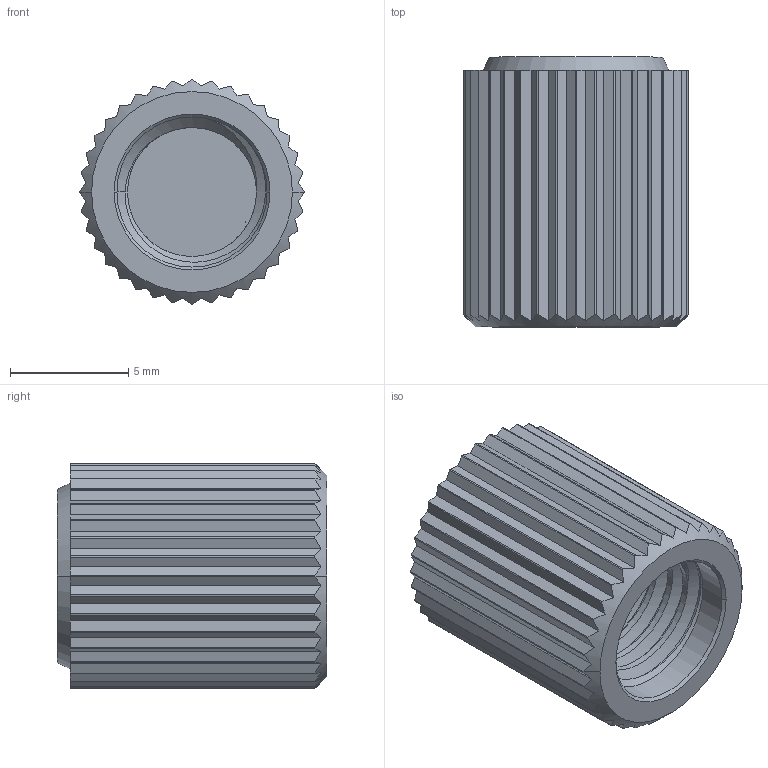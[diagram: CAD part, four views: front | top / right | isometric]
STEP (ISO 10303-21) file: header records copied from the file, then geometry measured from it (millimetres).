
FILE_DESCRIPTION (( 'STEP AP214' ), '1' );
FILE_NAME ('P-755.STEP', '2018-06-15T19:05:33', ( '' ), ( '' ), 'SwSTEP 2.0', 'SolidWorks 2016', '' );
FILE_SCHEMA (( 'AUTOMOTIVE_DESIGN' ));
Length unit declared in the file: inch
Products named in the file (1): P-755
Bounding box: 9.53 x 11.43 x 9.53 mm (x, y, z)
Volume: 507.8 mm3; surface area: 750.2 mm2
Topology: 1 solids, 1 shells, 164 faces, 472 edges, 313 vertices
Faces by surface type: plane 78, cylinder 75, cone 8, bspline 3
Entity records: 6637 total; most frequent: CARTESIAN_POINT 2552, ORIENTED_EDGE 944, DIRECTION 740, EDGE_CURVE 472, VERTEX_POINT 313, AXIS2_PLACEMENT_3D 254, VECTOR 232, LINE 232
